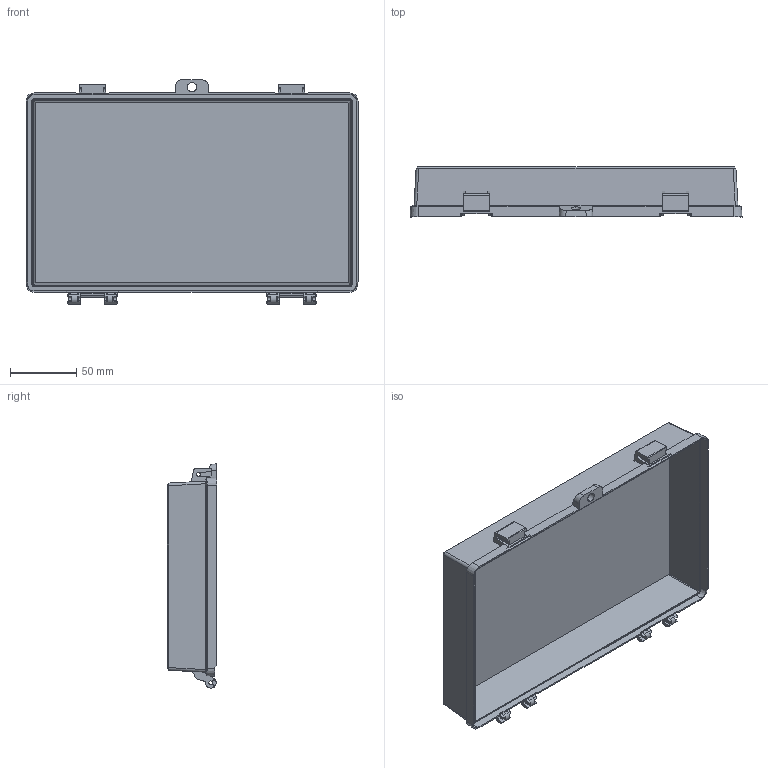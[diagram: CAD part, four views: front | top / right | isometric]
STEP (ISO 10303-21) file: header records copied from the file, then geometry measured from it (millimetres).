
FILE_DESCRIPTION (( 'STEP AP214' ), '1' );
FILE_NAME ('Fibox_CAB_2515C.STEP', '2012-07-11T11:22:46', ( 'KennethW' ), ( 'Microsoft' ), 'SwSTEP 2.0', 'SolidWorks 2011', '' );
FILE_SCHEMA (( 'AUTOMOTIVE_DESIGN' ));
Length unit declared in the file: millimetre
Products named in the file (1): Fibox_CAB_2515C
Bounding box: 250.26 x 37.5 x 169 mm (x, y, z)
Volume: 163896.7 mm3; surface area: 136238 mm2
Topology: 1 solids, 1 shells, 300 faces, 936 edges, 616 vertices
Faces by surface type: plane 228, cylinder 48, cone 12, bspline 12
Entity records: 12980 total; most frequent: CARTESIAN_POINT 2887, ORIENTED_EDGE 1872, DIRECTION 1386, EDGE_CURVE 936, VECTOR 740, LINE 740, VERTEX_POINT 616, AXIS2_PLACEMENT_3D 323
